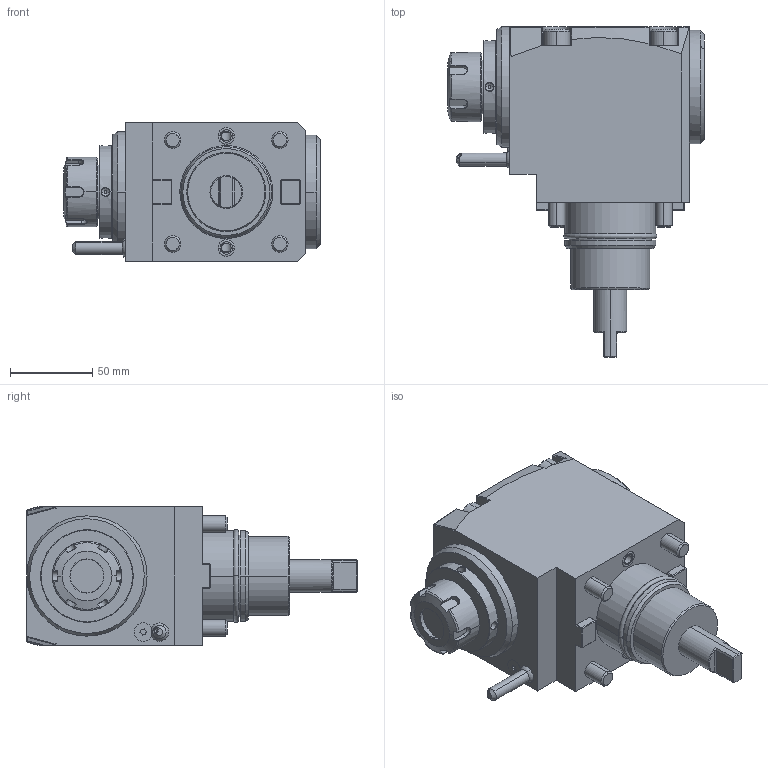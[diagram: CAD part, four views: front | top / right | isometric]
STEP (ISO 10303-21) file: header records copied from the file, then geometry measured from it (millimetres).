
FILE_DESCRIPTION((''),'2;1');
FILE_NAME('NGT2_55_201_25_1_3_70_BL','2022-08-30T',('vali'),('NOVA GRUP'),'PRO/ENGINEER BY PARAMETRIC TECHNOLOGY CORPORATION, 2010280','PRO/ENGINEER BY PARAMETRIC TECHNOLOGY CORPORATION, 2010280','');
FILE_SCHEMA(('CONFIG_CONTROL_DESIGN'));
Length unit declared in the file: millimetre
Products named in the file (1): NGT2_55_201_25_1_3_70_BL
Bounding box: 155.6 x 200.5 x 84 mm (x, y, z)
Volume: 1179187 mm3; surface area: 89977.6 mm2
Topology: 2 solids, 2 shells, 454 faces, 1086 edges, 667 vertices
Faces by surface type: plane 204, cylinder 112, cone 53, bspline 46, torus 24, extrusion 13, sphere 2
Entity records: 21534 total; most frequent: CARTESIAN_POINT 11501, ORIENTED_EDGE 2172, DIRECTION 1851, EDGE_CURVE 1086, VERTEX_POINT 667, AXIS2_PLACEMENT_3D 623, VECTOR 605, LINE 592
